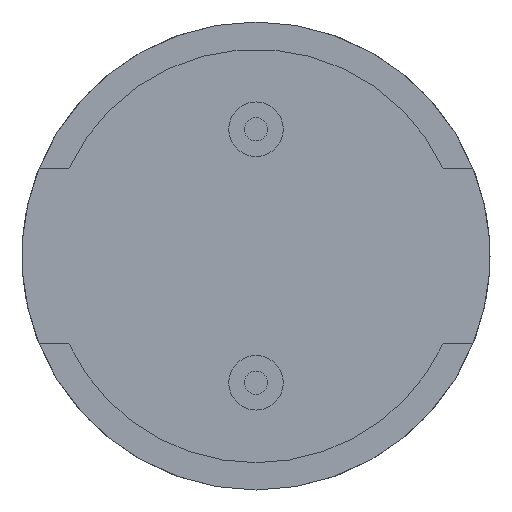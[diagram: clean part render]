
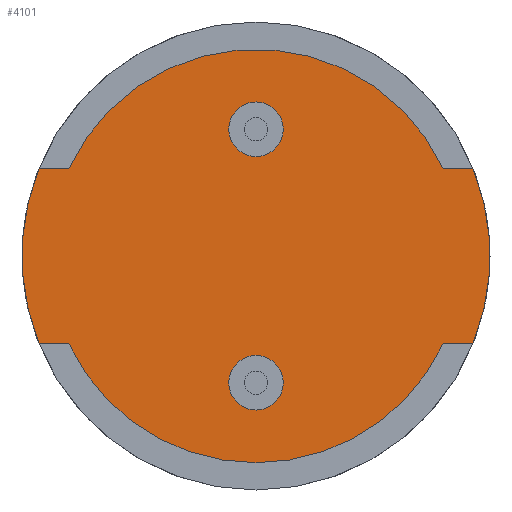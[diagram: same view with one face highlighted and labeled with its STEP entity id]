
A CAD part, front view. The second image highlights one B-rep face of the part: STEP entity #4101.
In plain terms, the highlighted planar face has unit normal (0, -1, 0).
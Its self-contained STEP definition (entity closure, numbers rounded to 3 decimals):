
#20 = ORIENTED_EDGE ( 'NONE', *, *, #2613, .T. ) ;
#26 = AXIS2_PLACEMENT_3D ( 'NONE', #2841, #4254, #2116 ) ;
#75 = CARTESIAN_POINT ( 'NONE',  ( -4.799, 0.37, -2.25 ) ) ;
#272 = VERTEX_POINT ( 'NONE', #2838 ) ;
#300 = EDGE_CURVE ( 'NONE', #3958, #2656, #2966, .T. ) ;
#304 = ORIENTED_EDGE ( 'NONE', *, *, #1352, .T. ) ;
#341 = VECTOR ( 'NONE', #1818, 1000. ) ;
#448 = VECTOR ( 'NONE', #4598, 1000. ) ;
#552 = CARTESIAN_POINT ( 'NONE',  ( -4.799, 0.37, -2.25 ) ) ;
#553 = CARTESIAN_POINT ( 'NONE',  ( -4.799, 0.37, 2.25 ) ) ;
#597 = CARTESIAN_POINT ( 'NONE',  ( 0., 0.37, 0. ) ) ;
#613 = EDGE_CURVE ( 'NONE', #272, #3958, #957, .T. ) ;
#662 = VERTEX_POINT ( 'NONE', #2286 ) ;
#667 = EDGE_CURVE ( 'NONE', #2992, #2778, #3895, .T. ) ;
#905 = AXIS2_PLACEMENT_3D ( 'NONE', #1544, #4052, #1915 ) ;
#951 = DIRECTION ( 'NONE',  ( 0., 0., -1. ) ) ;
#957 = LINE ( 'NONE', #75, #1810 ) ;
#1007 = PLANE ( 'NONE',  #26 ) ;
#1041 = CARTESIAN_POINT ( 'NONE',  ( 4.799, 0.37, 2.25 ) ) ;
#1094 = CARTESIAN_POINT ( 'NONE',  ( 0., 0.37, 0. ) ) ;
#1225 = EDGE_CURVE ( 'NONE', #4404, #2992, #2967, .T. ) ;
#1352 = EDGE_CURVE ( 'NONE', #2635, #4404, #4271, .T. ) ;
#1407 = EDGE_CURVE ( 'NONE', #662, #1687, #3149, .T. ) ;
#1417 = CIRCLE ( 'NONE', #4066, 6. ) ;
#1454 = DIRECTION ( 'NONE',  ( 0., 0., -1. ) ) ;
#1496 = AXIS2_PLACEMENT_3D ( 'NONE', #1647, #4156, #2023 ) ;
#1544 = CARTESIAN_POINT ( 'NONE',  ( 0., 0.37, 0. ) ) ;
#1557 = CARTESIAN_POINT ( 'NONE',  ( 0., 0.37, 0. ) ) ;
#1567 = DIRECTION ( 'NONE',  ( -1., 0., 0. ) ) ;
#1615 = ORIENTED_EDGE ( 'NONE', *, *, #3711, .F. ) ;
#1647 = CARTESIAN_POINT ( 'NONE',  ( 0., 0.37, 0. ) ) ;
#1665 = ORIENTED_EDGE ( 'NONE', *, *, #613, .T. ) ;
#1687 = VERTEX_POINT ( 'NONE', #2949 ) ;
#1715 = EDGE_CURVE ( 'NONE', #272, #2778, #1717, .T. ) ;
#1717 = CIRCLE ( 'NONE', #905, 6. ) ;
#1731 = CARTESIAN_POINT ( 'NONE',  ( 0., 0.37, -5.3 ) ) ;
#1810 = VECTOR ( 'NONE', #3003, 1000. ) ;
#1818 = DIRECTION ( 'NONE',  ( 1., 0., 0. ) ) ;
#1915 = DIRECTION ( 'NONE',  ( 0., 0., -1. ) ) ;
#1920 = DIRECTION ( 'NONE',  ( 0., 0., -1. ) ) ;
#1998 = VECTOR ( 'NONE', #1567, 1000. ) ;
#2023 = DIRECTION ( 'NONE',  ( 0., 0., -1. ) ) ;
#2116 = DIRECTION ( 'NONE',  ( 0., 0., -1. ) ) ;
#2286 = CARTESIAN_POINT ( 'NONE',  ( 4.799, 0.37, -2.25 ) ) ;
#2485 = ORIENTED_EDGE ( 'NONE', *, *, #667, .T. ) ;
#2548 = CARTESIAN_POINT ( 'NONE',  ( 4.799, 0.37, 2.25 ) ) ;
#2613 = EDGE_CURVE ( 'NONE', #2656, #662, #3878, .T. ) ;
#2635 = VERTEX_POINT ( 'NONE', #2951 ) ;
#2656 = VERTEX_POINT ( 'NONE', #1731 ) ;
#2778 = VERTEX_POINT ( 'NONE', #2890 ) ;
#2782 = EDGE_LOOP ( 'NONE', ( #1665, #3645, #20, #2889, #1615, #304, #3322, #2485, #4023 ) ) ;
#2838 = CARTESIAN_POINT ( 'NONE',  ( -5.562, 0.37, -2.25 ) ) ;
#2841 = CARTESIAN_POINT ( 'NONE',  ( 0., 0.37, 0. ) ) ;
#2889 = ORIENTED_EDGE ( 'NONE', *, *, #1407, .T. ) ;
#2890 = CARTESIAN_POINT ( 'NONE',  ( -5.562, 0.37, 2.25 ) ) ;
#2949 = CARTESIAN_POINT ( 'NONE',  ( 5.562, 0.37, -2.25 ) ) ;
#2951 = CARTESIAN_POINT ( 'NONE',  ( 5.562, 0.37, 2.25 ) ) ;
#2966 = CIRCLE ( 'NONE', #1496, 5.3 ) ;
#2967 = CIRCLE ( 'NONE', #4444, 5.3 ) ;
#2992 = VERTEX_POINT ( 'NONE', #553 ) ;
#3003 = DIRECTION ( 'NONE',  ( 1., 0., 0. ) ) ;
#3149 = LINE ( 'NONE', #3954, #341 ) ;
#3153 = DIRECTION ( 'NONE',  ( 0., -1., 0. ) ) ;
#3322 = ORIENTED_EDGE ( 'NONE', *, *, #1225, .T. ) ;
#3403 = AXIS2_PLACEMENT_3D ( 'NONE', #1094, #3630, #1454 ) ;
#3533 = FACE_OUTER_BOUND ( 'NONE', #2782, .T. ) ;
#3630 = DIRECTION ( 'NONE',  ( 0., -1., 0. ) ) ;
#3645 = ORIENTED_EDGE ( 'NONE', *, *, #300, .T. ) ;
#3711 = EDGE_CURVE ( 'NONE', #2635, #1687, #1417, .T. ) ;
#3725 = CARTESIAN_POINT ( 'NONE',  ( -4.799, 0.37, 2.25 ) ) ;
#3878 = CIRCLE ( 'NONE', #3403, 5.3 ) ;
#3895 = LINE ( 'NONE', #3725, #1998 ) ;
#3954 = CARTESIAN_POINT ( 'NONE',  ( 4.799, 0.37, -2.25 ) ) ;
#3958 = VERTEX_POINT ( 'NONE', #552 ) ;
#4023 = ORIENTED_EDGE ( 'NONE', *, *, #1715, .F. ) ;
#4052 = DIRECTION ( 'NONE',  ( 0., 1., 0. ) ) ;
#4064 = DIRECTION ( 'NONE',  ( 0., 1., 0. ) ) ;
#4066 = AXIS2_PLACEMENT_3D ( 'NONE', #1557, #4064, #1920 ) ;
#4101 = ADVANCED_FACE ( 'NONE', ( #3533 ), #1007, .T. ) ;
#4156 = DIRECTION ( 'NONE',  ( 0., -1., 0. ) ) ;
#4254 = DIRECTION ( 'NONE',  ( 0., -1., 0. ) ) ;
#4271 = LINE ( 'NONE', #1041, #448 ) ;
#4404 = VERTEX_POINT ( 'NONE', #2548 ) ;
#4444 = AXIS2_PLACEMENT_3D ( 'NONE', #597, #3153, #951 ) ;
#4598 = DIRECTION ( 'NONE',  ( -1., 0., 0. ) ) ;
